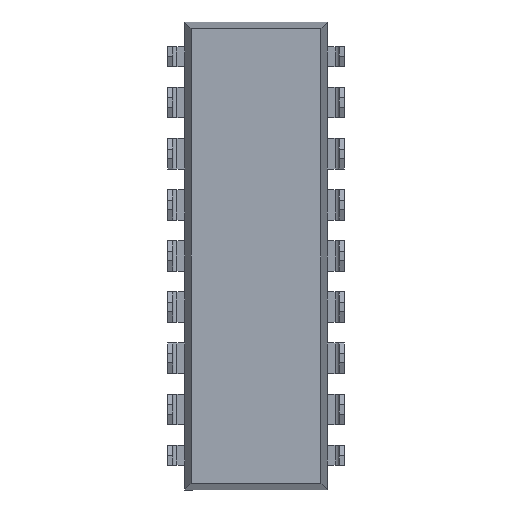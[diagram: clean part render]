
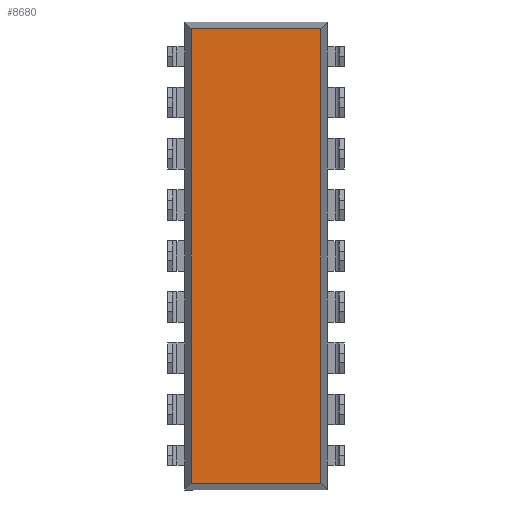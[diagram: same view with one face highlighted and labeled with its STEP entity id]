
A CAD part, front view. The second image highlights one B-rep face of the part: STEP entity #8680.
In plain terms, the highlighted planar face has unit normal (0, -1, 0).
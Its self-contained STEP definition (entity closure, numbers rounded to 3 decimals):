
#303 = CARTESIAN_POINT ( 'NONE',  ( -3.55, 0.254, -11.296 ) ) ;
#549 = CARTESIAN_POINT ( 'NONE',  ( -3.226, 0.254, 11.296 ) ) ;
#601 = LINE ( 'NONE', #5189, #8705 ) ;
#819 = LINE ( 'NONE', #7557, #7535 ) ;
#1018 = ORIENTED_EDGE ( 'NONE', *, *, #8659, .T. ) ;
#1079 = AXIS2_PLACEMENT_3D ( 'NONE', #4468, #3141, #3766 ) ;
#1123 = CARTESIAN_POINT ( 'NONE',  ( 3.226, 0.254, -11.62 ) ) ;
#1400 = VERTEX_POINT ( 'NONE', #549 ) ;
#1526 = EDGE_CURVE ( 'NONE', #8135, #6120, #4984, .T. ) ;
#1649 = VECTOR ( 'NONE', #2903, 1000. ) ;
#2903 = DIRECTION ( 'NONE',  ( 1., 0., 0. ) ) ;
#3110 = ORIENTED_EDGE ( 'NONE', *, *, #1526, .T. ) ;
#3141 = DIRECTION ( 'NONE',  ( 0., -1., 0. ) ) ;
#3254 = VERTEX_POINT ( 'NONE', #8732 ) ;
#3766 = DIRECTION ( 'NONE',  ( 1., 0., 0. ) ) ;
#4468 = CARTESIAN_POINT ( 'NONE',  ( 0., 0.254, 0. ) ) ;
#4681 = CARTESIAN_POINT ( 'NONE',  ( 3.226, 0.254, -11.296 ) ) ;
#4745 = ORIENTED_EDGE ( 'NONE', *, *, #6353, .T. ) ;
#4984 = LINE ( 'NONE', #303, #1649 ) ;
#5189 = CARTESIAN_POINT ( 'NONE',  ( 3.55, 0.254, 11.296 ) ) ;
#5646 = ORIENTED_EDGE ( 'NONE', *, *, #6612, .T. ) ;
#5686 = FACE_OUTER_BOUND ( 'NONE', #6117, .T. ) ;
#5858 = PLANE ( 'NONE',  #1079 ) ;
#6117 = EDGE_LOOP ( 'NONE', ( #3110, #1018, #5646, #4745 ) ) ;
#6120 = VERTEX_POINT ( 'NONE', #4681 ) ;
#6179 = DIRECTION ( 'NONE',  ( 0., 0., -1. ) ) ;
#6219 = LINE ( 'NONE', #1123, #7585 ) ;
#6353 = EDGE_CURVE ( 'NONE', #1400, #8135, #819, .T. ) ;
#6612 = EDGE_CURVE ( 'NONE', #3254, #1400, #601, .T. ) ;
#7535 = VECTOR ( 'NONE', #6179, 1000. ) ;
#7557 = CARTESIAN_POINT ( 'NONE',  ( -3.226, 0.254, 11.62 ) ) ;
#7585 = VECTOR ( 'NONE', #8425, 1000. ) ;
#7750 = CARTESIAN_POINT ( 'NONE',  ( -3.226, 0.254, -11.296 ) ) ;
#7855 = DIRECTION ( 'NONE',  ( -1., 0., 0. ) ) ;
#8135 = VERTEX_POINT ( 'NONE', #7750 ) ;
#8425 = DIRECTION ( 'NONE',  ( 0., 0., 1. ) ) ;
#8659 = EDGE_CURVE ( 'NONE', #6120, #3254, #6219, .T. ) ;
#8680 = ADVANCED_FACE ( 'NONE', ( #5686 ), #5858, .T. ) ;
#8705 = VECTOR ( 'NONE', #7855, 1000. ) ;
#8732 = CARTESIAN_POINT ( 'NONE',  ( 3.226, 0.254, 11.296 ) ) ;
